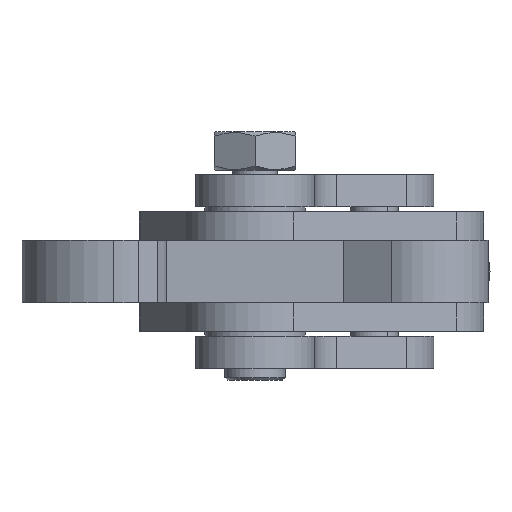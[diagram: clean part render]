
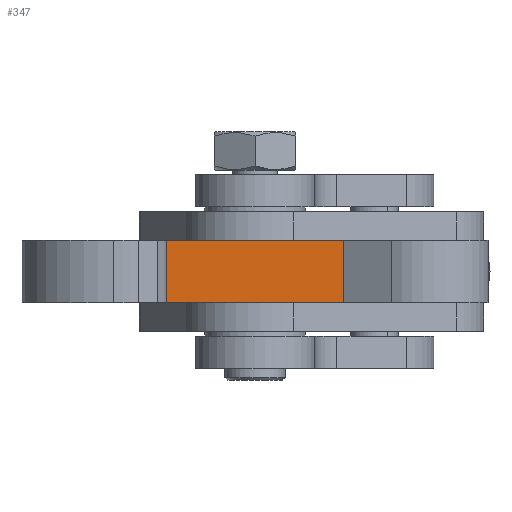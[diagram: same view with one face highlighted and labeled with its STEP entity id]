
A CAD part, front view. The second image highlights one B-rep face of the part: STEP entity #347.
In plain terms, the highlighted planar face has unit normal (0, -1, 0).
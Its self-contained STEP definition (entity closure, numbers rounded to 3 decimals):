
#70 = LINE ( 'NONE', #6757, #4179 ) ;
#104 = CARTESIAN_POINT ( 'NONE',  ( 18.55, 0., -6.5 ) ) ;
#347 = ADVANCED_FACE ( 'NONE', ( #5816 ), #5414, .F. ) ;
#520 = LINE ( 'NONE', #5622, #4442 ) ;
#537 = CARTESIAN_POINT ( 'NONE',  ( 18.55, 0., 6.5 ) ) ;
#603 = CARTESIAN_POINT ( 'NONE',  ( -18.55, 0., 6.5 ) ) ;
#985 = ORIENTED_EDGE ( 'NONE', *, *, #6923, .T. ) ;
#1435 = ORIENTED_EDGE ( 'NONE', *, *, #5461, .F. ) ;
#1450 = LINE ( 'NONE', #3655, #5872 ) ;
#1485 = VERTEX_POINT ( 'NONE', #104 ) ;
#1548 = EDGE_CURVE ( 'NONE', #4237, #3873, #520, .T. ) ;
#1555 = CARTESIAN_POINT ( 'NONE',  ( -18.55, 0., -6.5 ) ) ;
#2087 = DIRECTION ( 'NONE',  ( 1., 0., 0. ) ) ;
#2125 = LINE ( 'NONE', #6745, #2611 ) ;
#2611 = VECTOR ( 'NONE', #6912, 1000. ) ;
#3159 = EDGE_LOOP ( 'NONE', ( #3441, #1435, #7616, #985 ) ) ;
#3441 = ORIENTED_EDGE ( 'NONE', *, *, #3534, .T. ) ;
#3534 = EDGE_CURVE ( 'NONE', #6606, #1485, #1450, .T. ) ;
#3655 = CARTESIAN_POINT ( 'NONE',  ( -18.55, 0., -6.5 ) ) ;
#3861 = DIRECTION ( 'NONE',  ( 1., 0., 0. ) ) ;
#3873 = VERTEX_POINT ( 'NONE', #537 ) ;
#4179 = VECTOR ( 'NONE', #6746, 1000. ) ;
#4237 = VERTEX_POINT ( 'NONE', #603 ) ;
#4442 = VECTOR ( 'NONE', #2087, 1000. ) ;
#4874 = AXIS2_PLACEMENT_3D ( 'NONE', #5232, #6016, #5254 ) ;
#5232 = CARTESIAN_POINT ( 'NONE',  ( -18.55, 0., 6.5 ) ) ;
#5254 = DIRECTION ( 'NONE',  ( -1., 0., 0. ) ) ;
#5414 = PLANE ( 'NONE',  #4874 ) ;
#5461 = EDGE_CURVE ( 'NONE', #3873, #1485, #2125, .T. ) ;
#5622 = CARTESIAN_POINT ( 'NONE',  ( -18.55, 0., 6.5 ) ) ;
#5816 = FACE_OUTER_BOUND ( 'NONE', #3159, .T. ) ;
#5872 = VECTOR ( 'NONE', #3861, 1000. ) ;
#6016 = DIRECTION ( 'NONE',  ( 0., 1., 0. ) ) ;
#6606 = VERTEX_POINT ( 'NONE', #1555 ) ;
#6745 = CARTESIAN_POINT ( 'NONE',  ( 18.55, 0., 6.5 ) ) ;
#6746 = DIRECTION ( 'NONE',  ( 0., 0., -1. ) ) ;
#6757 = CARTESIAN_POINT ( 'NONE',  ( -18.55, 0., 6.5 ) ) ;
#6912 = DIRECTION ( 'NONE',  ( 0., 0., -1. ) ) ;
#6923 = EDGE_CURVE ( 'NONE', #4237, #6606, #70, .T. ) ;
#7616 = ORIENTED_EDGE ( 'NONE', *, *, #1548, .F. ) ;
